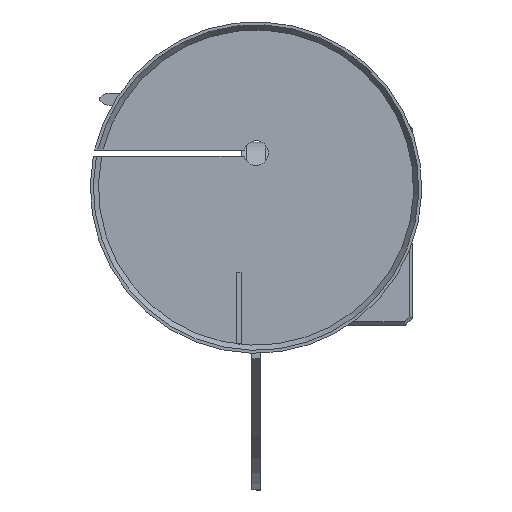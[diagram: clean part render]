
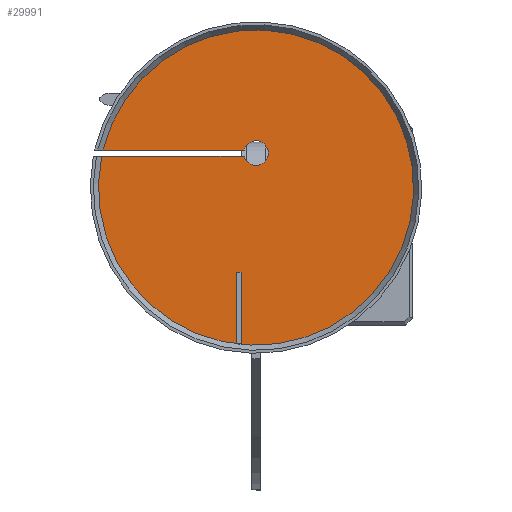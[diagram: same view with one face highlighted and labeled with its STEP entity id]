
A CAD part, front view. The second image highlights one B-rep face of the part: STEP entity #29991.
In plain terms, the highlighted planar face has unit normal (0, -1, 0).
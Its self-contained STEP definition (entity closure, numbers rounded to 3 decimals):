
#1633=CIRCLE('',#32184,7.15);
#1636=CIRCLE('',#32188,91.28);
#3521=FACE_OUTER_BOUND('',#5358,.T.);
#5358=EDGE_LOOP('',(#20326,#20327,#20328,#20329));
#7590=LINE('',#44822,#10400);
#7594=LINE('',#44839,#10404);
#10400=VECTOR('',#35462,10.);
#10404=VECTOR('',#35468,10.);
#13210=VERTEX_POINT('',#44820);
#13211=VERTEX_POINT('',#44821);
#13216=VERTEX_POINT('',#44837);
#13217=VERTEX_POINT('',#44838);
#15983=EDGE_CURVE('',#13210,#13211,#7590,.T.);
#15989=EDGE_CURVE('',#13216,#13217,#7594,.T.);
#15995=EDGE_CURVE('',#13217,#13210,#1633,.T.);
#15998=EDGE_CURVE('',#13211,#13216,#1636,.T.);
#20326=ORIENTED_EDGE('',*,*,#15983,.T.);
#20327=ORIENTED_EDGE('',*,*,#15998,.T.);
#20328=ORIENTED_EDGE('',*,*,#15989,.T.);
#20329=ORIENTED_EDGE('',*,*,#15995,.T.);
#28920=PLANE('',#32194);
#29991=ADVANCED_FACE('',(#3521),#28920,.T.);
#32184=AXIS2_PLACEMENT_3D('',#44854,#35474,#35475);
#32188=AXIS2_PLACEMENT_3D('',#44858,#35482,#35483);
#32194=AXIS2_PLACEMENT_3D('',#44864,#35494,#35495);
#35462=DIRECTION('',(0.,0.,1.));
#35468=DIRECTION('',(0.,0.,-1.));
#35474=DIRECTION('center_axis',(0.,1.,0.));
#35475=DIRECTION('ref_axis',(-1.,0.,0.));
#35482=DIRECTION('center_axis',(0.,-1.,0.));
#35483=DIRECTION('ref_axis',(1.,0.,0.));
#35494=DIRECTION('center_axis',(0.,-1.,0.));
#35495=DIRECTION('ref_axis',(0.,0.,-1.));
#44820=CARTESIAN_POINT('',(18.25,-1.4,6.933));
#44821=CARTESIAN_POINT('',(18.25,-1.4,89.437));
#44822=CARTESIAN_POINT('',(18.25,-1.4,55.527));
#44837=CARTESIAN_POINT('',(21.75,-1.4,88.65));
#44838=CARTESIAN_POINT('',(21.75,-1.4,6.933));
#44839=CARTESIAN_POINT('',(21.75,-1.4,3.466));
#44854=CARTESIAN_POINT('Origin',(20.,-1.4,0.));
#44858=CARTESIAN_POINT('Origin',(0.,-1.4,0.));
#44864=CARTESIAN_POINT('Origin',(0.,-1.4,0.));
